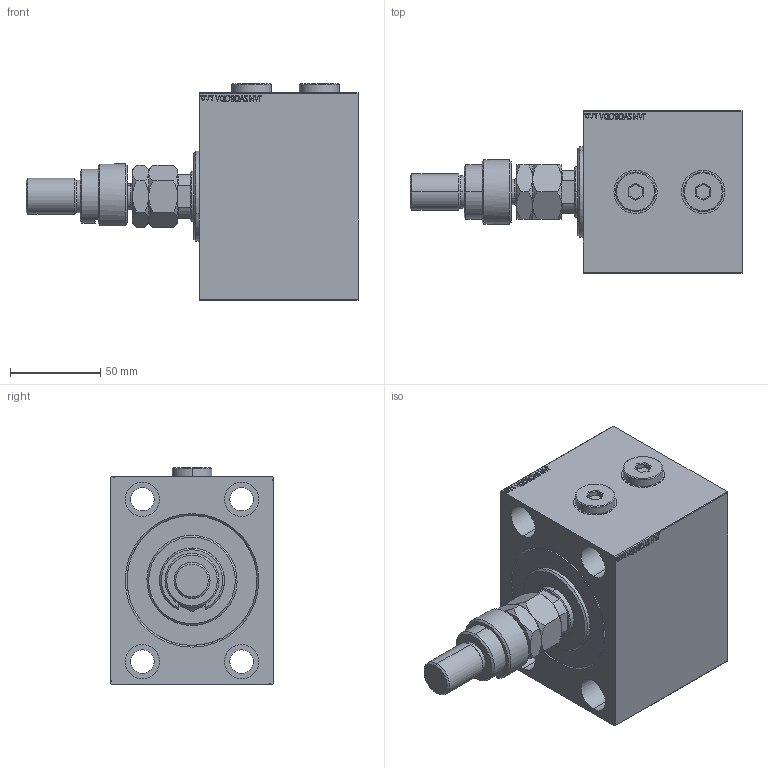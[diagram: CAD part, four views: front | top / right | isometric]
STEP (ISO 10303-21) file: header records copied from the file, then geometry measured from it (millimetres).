
FILE_DESCRIPTION (( 'STEP AP203' ), '1' );
FILE_NAME ('d422.STEP', '2024-02-12T21:24:59', ( '' ), ( '' ), 'SwSTEP 2.0', 'SolidWorks 2019', '' );
FILE_SCHEMA (( 'CONFIG_CONTROL_DESIGN' ));
Length unit declared in the file: millimetre
Products named in the file (8): MFA efabeca9929071532886aad85ef0400d; FEMALE_PART_FOR_DFA efabeca9929071532886aad85ef0400d; V450CM_C_Body efabeca9929071532886aad85ef0400d; DFA efabeca9929071532886aad85ef0400d; Zatka_OIL_PORT efabeca9929071532886aad85ef0400d; d422; V450CM_C_VCP efabeca9929071532886aad85ef0400d; V450CM_VC_B efabeca9929071532886aad85ef0400d
Assembly tree (8 placements, depth 3):
  d422
    V450CM_C_Body efabeca9929071532886aad85ef0400d
    V450CM_C_VCP efabeca9929071532886aad85ef0400d
    V450CM_VC_B efabeca9929071532886aad85ef0400d
    DFA efabeca9929071532886aad85ef0400d
      FEMALE_PART_FOR_DFA efabeca9929071532886aad85ef0400d
      MFA efabeca9929071532886aad85ef0400d
    Zatka_OIL_PORT efabeca9929071532886aad85ef0400d  x2
Bounding box: 184 x 90 x 119.9 mm (x, y, z)
Volume: 864717.2 mm3; surface area: 131849.6 mm2
Topology: 7 solids, 7 shells, 1002 faces, 2508 edges, 1641 vertices
Faces by surface type: plane 471, bspline 380, cylinder 89, cone 58, torus 4
Entity records: 47978 total; most frequent: CARTESIAN_POINT 26068, ORIENTED_EDGE 4932, DIRECTION 3102, EDGE_CURVE 2466, VERTEX_POINT 1617, VECTOR 1408, LINE 1408, EDGE_LOOP 1121
